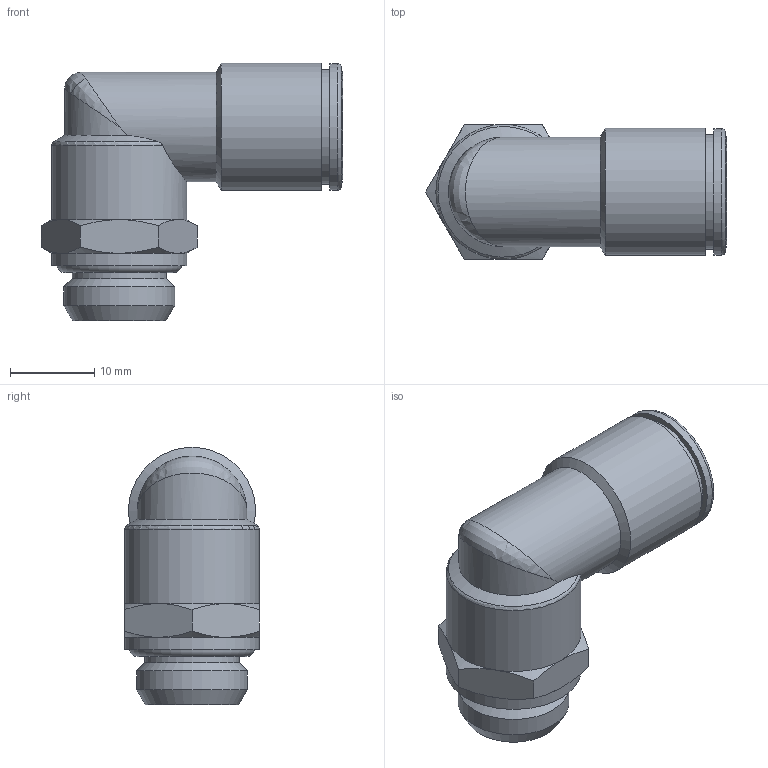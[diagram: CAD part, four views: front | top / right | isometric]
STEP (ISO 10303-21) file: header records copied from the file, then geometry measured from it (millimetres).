
FILE_DESCRIPTION(/* description */ (''),/* implementation_level */ '2;1');
FILE_NAME(/* name */ 'V202208_IPSO_022_10_14_20.06.2016',/* time_stamp */ '2016-06-20T12:04:18+02:00',/* author */ (''),/* organization */ ('sopra-pneumatic'),/* preprocessor_version */ 'ST-DEVELOPER v16.5',/* originating_system */ 'HiCAD 2016 2101.0 Build 254',/* authorisation */ '');
FILE_SCHEMA (('AUTOMOTIVE_DESIGN { 1 0 10303 214 1 1 1 1 }'));
Length unit declared in the file: millimetre
Products named in the file (5): Root; DR10-N; OR 11.11X1.78; 214627_Gew_1-4_1-4; R202208-i1
Assembly tree (4 placements, depth 2):
  Root
    DR10-N
    OR 11.11X1.78
    214627_Gew_1-4_1-4
    R202208-i1
Bounding box: 35.74 x 16 x 30.55 mm (x, y, z)
Volume: 4493.3 mm3; surface area: 5790.2 mm2
Topology: 4 solids, 4 shells, 75 faces, 164 edges, 98 vertices
Faces by surface type: cone 30, cylinder 21, plane 18, torus 5, bspline 1
Full cylindrical faces by diameter (mm): 8 x2, 10.2 x2, 11.2 x1, 12.2 x2, 12.3 x1, 13 x2, 13.157 x1, 13.5 x2, 13.6 x1, 13.7 x1, 15 x1, 15.1 x1, 16 x2
Entity records: 3961 total; most frequent: CARTESIAN_POINT 1330, DIRECTION 350, PRESENTATION_STYLE_ASSIGNMENT 224, COLOUR_RGB 222, DRAUGHTING_PRE_DEFINED_CURVE_FONT 220, CURVE_STYLE 220, OVER_RIDING_STYLED_ITEM 220, ORIENTED_EDGE 220
